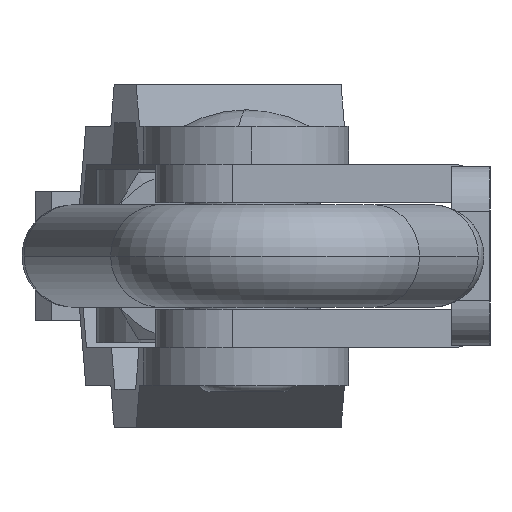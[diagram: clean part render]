
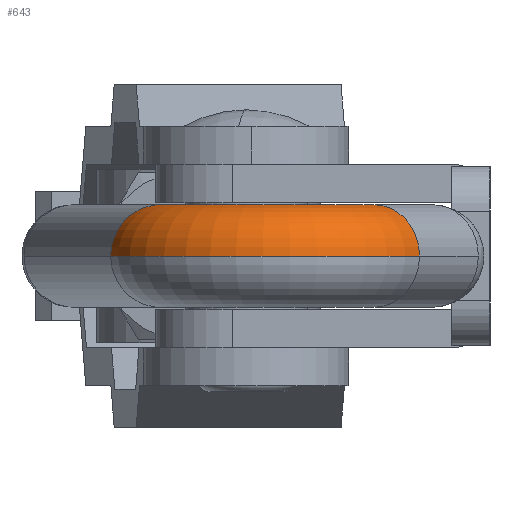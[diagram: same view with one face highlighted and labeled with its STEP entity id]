
A CAD part, left-side view. The second image highlights one B-rep face of the part: STEP entity #643.
In plain terms, the highlighted toroidal (fillet/blend) face has major radius 8.897 mm and minor radius 4 mm.
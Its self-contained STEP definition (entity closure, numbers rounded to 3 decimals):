
#222 = AXIS2_PLACEMENT_3D ( 'NONE', #1231, #4934, #1797 ) ;
#319 = ORIENTED_EDGE ( 'NONE', *, *, #6281, .T. ) ;
#366 = DIRECTION ( 'NONE',  ( 0.993, -0.116, 0. ) ) ;
#441 = CARTESIAN_POINT ( 'NONE',  ( -58.303, 16.938, 0. ) ) ;
#561 = DIRECTION ( 'NONE',  ( 0., 0., -1. ) ) ;
#643 = ADVANCED_FACE ( 'NONE', ( #6092 ), #3433, .T. ) ;
#684 = AXIS2_PLACEMENT_3D ( 'NONE', #441, #1096, #366 ) ;
#1096 = DIRECTION ( 'NONE',  ( 0., 0., 1. ) ) ;
#1231 = CARTESIAN_POINT ( 'NONE',  ( -58.303, 16.938, 0. ) ) ;
#1779 = CARTESIAN_POINT ( 'NONE',  ( -58.303, 16.938, 0. ) ) ;
#1797 = DIRECTION ( 'NONE',  ( 0., -1., 0. ) ) ;
#1833 = VERTEX_POINT ( 'NONE', #3250 ) ;
#1919 = ORIENTED_EDGE ( 'NONE', *, *, #6288, .T. ) ;
#2152 = CARTESIAN_POINT ( 'NONE',  ( -60.835, 29.584, 0. ) ) ;
#2261 = CARTESIAN_POINT ( 'NONE',  ( -64.26, 5.5, 0. ) ) ;
#2309 = DIRECTION ( 'NONE',  ( 0., -1., 0. ) ) ;
#2962 = CIRCLE ( 'NONE', #222, 4.897 ) ;
#3250 = CARTESIAN_POINT ( 'NONE',  ( -59.264, 21.74, 0. ) ) ;
#3290 = ORIENTED_EDGE ( 'NONE', *, *, #6297, .F. ) ;
#3337 = VERTEX_POINT ( 'NONE', #2261 ) ;
#3338 = DIRECTION ( 'NONE',  ( -0.887, 0.462, 0. ) ) ;
#3433 = TOROIDAL_SURFACE ( 'NONE', #684, 8.897, 4. ) ;
#3873 = DIRECTION ( 'NONE',  ( 0.981, 0.196, 0. ) ) ;
#4227 = VERTEX_POINT ( 'NONE', #6457 ) ;
#4934 = DIRECTION ( 'NONE',  ( 0., 0., 1. ) ) ;
#5392 = DIRECTION ( 'NONE',  ( 0., 0., 1. ) ) ;
#5421 = AXIS2_PLACEMENT_3D ( 'NONE', #6783, #3873, #561 ) ;
#5533 = CIRCLE ( 'NONE', #6680, 4. ) ;
#5668 = CIRCLE ( 'NONE', #6349, 12.897 ) ;
#5809 = CIRCLE ( 'NONE', #5421, 4. ) ;
#5822 = ORIENTED_EDGE ( 'NONE', *, *, #6264, .F. ) ;
#5996 = VERTEX_POINT ( 'NONE', #2152 ) ;
#6092 = FACE_OUTER_BOUND ( 'NONE', #6239, .T. ) ;
#6239 = EDGE_LOOP ( 'NONE', ( #5822, #319, #1919, #3290 ) ) ;
#6264 = EDGE_CURVE ( 'NONE', #5996, #1833, #5809, .T. ) ;
#6281 = EDGE_CURVE ( 'NONE', #5996, #3337, #5668, .T. ) ;
#6288 = EDGE_CURVE ( 'NONE', #3337, #4227, #5533, .T. ) ;
#6297 = EDGE_CURVE ( 'NONE', #1833, #4227, #2962, .T. ) ;
#6322 = CARTESIAN_POINT ( 'NONE',  ( -62.412, 9.047, 0. ) ) ;
#6349 = AXIS2_PLACEMENT_3D ( 'NONE', #1779, #5392, #2309 ) ;
#6457 = CARTESIAN_POINT ( 'NONE',  ( -60.565, 12.595, 0. ) ) ;
#6680 = AXIS2_PLACEMENT_3D ( 'NONE', #6322, #3338, #6804 ) ;
#6783 = CARTESIAN_POINT ( 'NONE',  ( -60.05, 25.662, 0. ) ) ;
#6804 = DIRECTION ( 'NONE',  ( 0., 0., -1. ) ) ;
